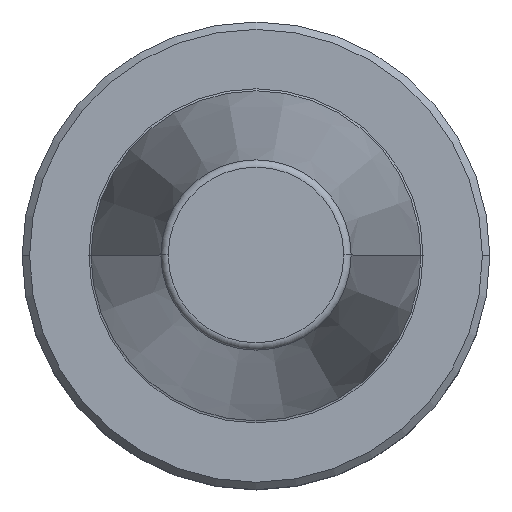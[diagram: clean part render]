
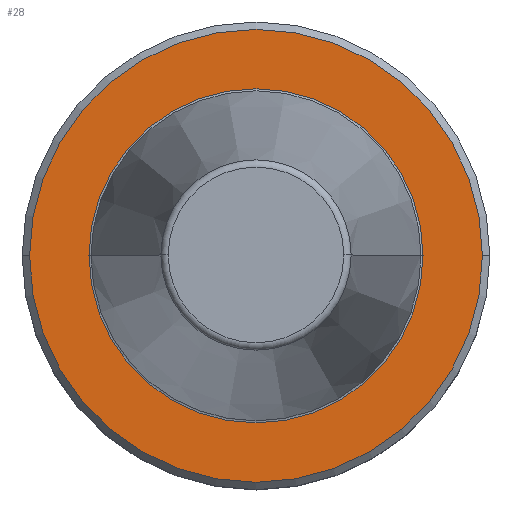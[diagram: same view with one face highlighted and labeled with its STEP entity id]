
A CAD part, top view. The second image highlights one B-rep face of the part: STEP entity #28.
In plain terms, the highlighted planar face has unit normal (0, 0, 1).
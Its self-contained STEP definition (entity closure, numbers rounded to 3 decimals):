
#8 = EDGE_LOOP ( 'NONE', ( #588, #1716 ) ) ;
#28 = ADVANCED_FACE ( 'NONE', ( #1239, #312 ), #545, .T. ) ;
#168 = DIRECTION ( 'NONE',  ( -1., 0., 0. ) ) ;
#283 = AXIS2_PLACEMENT_3D ( 'NONE', #1979, #922, #1964 ) ;
#312 = FACE_OUTER_BOUND ( 'NONE', #2036, .T. ) ;
#350 = EDGE_CURVE ( 'NONE', #2269, #879, #389, .T. ) ;
#389 = CIRCLE ( 'NONE', #283, 30.5 ) ;
#401 = VERTEX_POINT ( 'NONE', #1683 ) ;
#429 = AXIS2_PLACEMENT_3D ( 'NONE', #1150, #1339, #1285 ) ;
#455 = DIRECTION ( 'NONE',  ( 0., 0., -1. ) ) ;
#460 = VERTEX_POINT ( 'NONE', #1611 ) ;
#473 = AXIS2_PLACEMENT_3D ( 'NONE', #509, #1565, #983 ) ;
#509 = CARTESIAN_POINT ( 'NONE',  ( 103.696, 110.669, 125.361 ) ) ;
#545 = PLANE ( 'NONE',  #429 ) ;
#559 = CIRCLE ( 'NONE', #473, 30.5 ) ;
#588 = ORIENTED_EDGE ( 'NONE', *, *, #1315, .T. ) ;
#613 = ORIENTED_EDGE ( 'NONE', *, *, #1596, .F. ) ;
#650 = CARTESIAN_POINT ( 'NONE',  ( 103.696, 110.669, 125.361 ) ) ;
#770 = CARTESIAN_POINT ( 'NONE',  ( 73.196, 110.669, 125.361 ) ) ;
#879 = VERTEX_POINT ( 'NONE', #1703 ) ;
#922 = DIRECTION ( 'NONE',  ( 0., 0., -1. ) ) ;
#983 = DIRECTION ( 'NONE',  ( -1., 0., 0. ) ) ;
#1145 = AXIS2_PLACEMENT_3D ( 'NONE', #650, #455, #2051 ) ;
#1150 = CARTESIAN_POINT ( 'NONE',  ( 134.196, 110.669, 125.361 ) ) ;
#1239 = FACE_BOUND ( 'NONE', #8, .T. ) ;
#1243 = DIRECTION ( 'NONE',  ( 0., 0., -1. ) ) ;
#1285 = DIRECTION ( 'NONE',  ( 1., 0., 0. ) ) ;
#1307 = CIRCLE ( 'NONE', #1145, 22.5 ) ;
#1315 = EDGE_CURVE ( 'NONE', #460, #401, #2222, .T. ) ;
#1339 = DIRECTION ( 'NONE',  ( 0., 0., 1. ) ) ;
#1556 = AXIS2_PLACEMENT_3D ( 'NONE', #2005, #1243, #168 ) ;
#1565 = DIRECTION ( 'NONE',  ( 0., 0., -1. ) ) ;
#1596 = EDGE_CURVE ( 'NONE', #879, #2269, #559, .T. ) ;
#1611 = CARTESIAN_POINT ( 'NONE',  ( 81.196, 110.669, 125.361 ) ) ;
#1683 = CARTESIAN_POINT ( 'NONE',  ( 126.196, 110.669, 125.361 ) ) ;
#1703 = CARTESIAN_POINT ( 'NONE',  ( 134.196, 110.669, 125.361 ) ) ;
#1716 = ORIENTED_EDGE ( 'NONE', *, *, #1945, .T. ) ;
#1858 = ORIENTED_EDGE ( 'NONE', *, *, #350, .F. ) ;
#1945 = EDGE_CURVE ( 'NONE', #401, #460, #1307, .T. ) ;
#1964 = DIRECTION ( 'NONE',  ( -1., 0., 0. ) ) ;
#1979 = CARTESIAN_POINT ( 'NONE',  ( 103.696, 110.669, 125.361 ) ) ;
#2005 = CARTESIAN_POINT ( 'NONE',  ( 103.696, 110.669, 125.361 ) ) ;
#2036 = EDGE_LOOP ( 'NONE', ( #1858, #613 ) ) ;
#2051 = DIRECTION ( 'NONE',  ( -1., 0., 0. ) ) ;
#2222 = CIRCLE ( 'NONE', #1556, 22.5 ) ;
#2269 = VERTEX_POINT ( 'NONE', #770 ) ;
